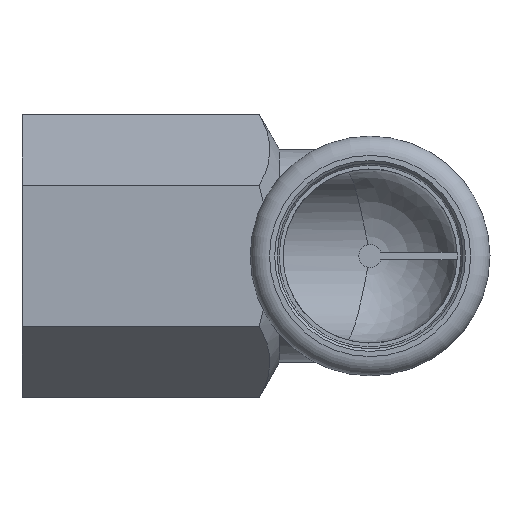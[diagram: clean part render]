
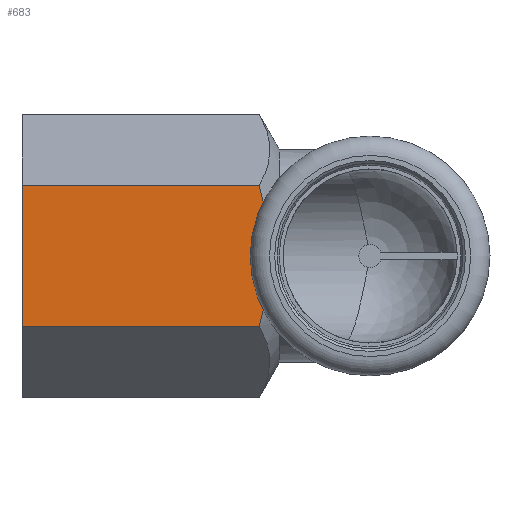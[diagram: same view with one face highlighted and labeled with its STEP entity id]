
A CAD part, front view. The second image highlights one B-rep face of the part: STEP entity #683.
In plain terms, the highlighted planar face has unit normal (0, -1, 0).
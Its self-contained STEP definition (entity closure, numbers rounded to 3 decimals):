
#20=(
BOUNDED_CURVE()
B_SPLINE_CURVE(2,(#1287,#1288,#1289),.UNSPECIFIED.,.F.,.F.)
B_SPLINE_CURVE_WITH_KNOTS((3,3),(0.,0.807),.UNSPECIFIED.)
CURVE()
GEOMETRIC_REPRESENTATION_ITEM()
RATIONAL_B_SPLINE_CURVE((1.,1.056,1.072))
REPRESENTATION_ITEM($)
);
#27=(
BOUNDED_CURVE()
B_SPLINE_CURVE(2,(#1315,#1316,#1317),.UNSPECIFIED.,.F.,.F.)
B_SPLINE_CURVE_WITH_KNOTS((3,3),(1.413,2.22),
 .UNSPECIFIED.)
CURVE()
GEOMETRIC_REPRESENTATION_ITEM()
RATIONAL_B_SPLINE_CURVE((1.072,1.056,1.))
REPRESENTATION_ITEM($)
);
#145=FACE_OUTER_BOUND($,#216,.T.);
#216=EDGE_LOOP($,(#592,#593,#594,#595,#596,#597));
#228=LINE($,#1053,#250);
#235=LINE($,#1348,#257);
#238=LINE($,#1354,#260);
#250=VECTOR($,#881,21.939);
#257=VECTOR($,#942,36.8);
#260=VECTOR($,#951,36.8);
#295=CIRCLE($,#759,15.87);
#326=VERTEX_POINT($,#1050);
#327=VERTEX_POINT($,#1052);
#346=VERTEX_POINT($,#1277);
#347=VERTEX_POINT($,#1286);
#352=VERTEX_POINT($,#1310);
#353=VERTEX_POINT($,#1314);
#392=EDGE_CURVE($,#327,#326,#228,.T.);
#416=EDGE_CURVE($,#347,#346,#20,.T.);
#423=EDGE_CURVE($,#353,#352,#27,.T.);
#432=EDGE_CURVE($,#346,#353,#295,.T.);
#435=EDGE_CURVE($,#327,#352,#235,.T.);
#438=EDGE_CURVE($,#326,#347,#238,.T.);
#592=ORIENTED_EDGE($,*,*,#432,.T.);
#593=ORIENTED_EDGE($,*,*,#423,.T.);
#594=ORIENTED_EDGE($,*,*,#435,.F.);
#595=ORIENTED_EDGE($,*,*,#392,.T.);
#596=ORIENTED_EDGE($,*,*,#438,.T.);
#597=ORIENTED_EDGE($,*,*,#416,.T.);
#615=PLANE($,#768);
#683=ADVANCED_FACE($,(#145),#615,.T.);
#759=AXIS2_PLACEMENT_3D($,#1340,#929,#930);
#768=AXIS2_PLACEMENT_3D($,#1356,#953,#954);
#881=DIRECTION($,(0.,0.,1.));
#929=DIRECTION('center_axis',(0.,1.,0.));
#930=DIRECTION('ref_axis',(-1.,0.,0.));
#942=DIRECTION($,(-1.,0.,0.));
#951=DIRECTION($,(-1.,0.,0.));
#953=DIRECTION('center_axis',(0.,-1.,0.));
#954=DIRECTION('ref_axis',(0.,0.,-1.));
#1050=CARTESIAN_POINT('',(54.,15.,10.97));
#1052=CARTESIAN_POINT('',(54.,15.,-10.97));
#1053=CARTESIAN_POINT($,(54.,15.,-10.97));
#1277=CARTESIAN_POINT('',(15.622,15.,2.797));
#1286=CARTESIAN_POINT('',(17.2,15.,10.97));
#1287=CARTESIAN_POINT('Ctrl Pts',(17.2,15.,10.97));
#1288=CARTESIAN_POINT('Ctrl Pts',(15.942,15.,6.612));
#1289=CARTESIAN_POINT('Ctrl Pts',(15.622,15.,2.797));
#1310=CARTESIAN_POINT('',(17.2,15.,-10.97));
#1314=CARTESIAN_POINT('',(15.622,15.,-2.797));
#1315=CARTESIAN_POINT('Ctrl Pts',(15.622,15.,-2.797));
#1316=CARTESIAN_POINT('Ctrl Pts',(15.942,15.,-6.612));
#1317=CARTESIAN_POINT('Ctrl Pts',(17.2,15.,-10.97));
#1340=CARTESIAN_POINT('Origin',(0.,15.,0.));
#1348=CARTESIAN_POINT($,(54.,15.,-10.97));
#1354=CARTESIAN_POINT($,(54.,15.,10.97));
#1356=CARTESIAN_POINT('Origin',(54.,15.,10.97));
